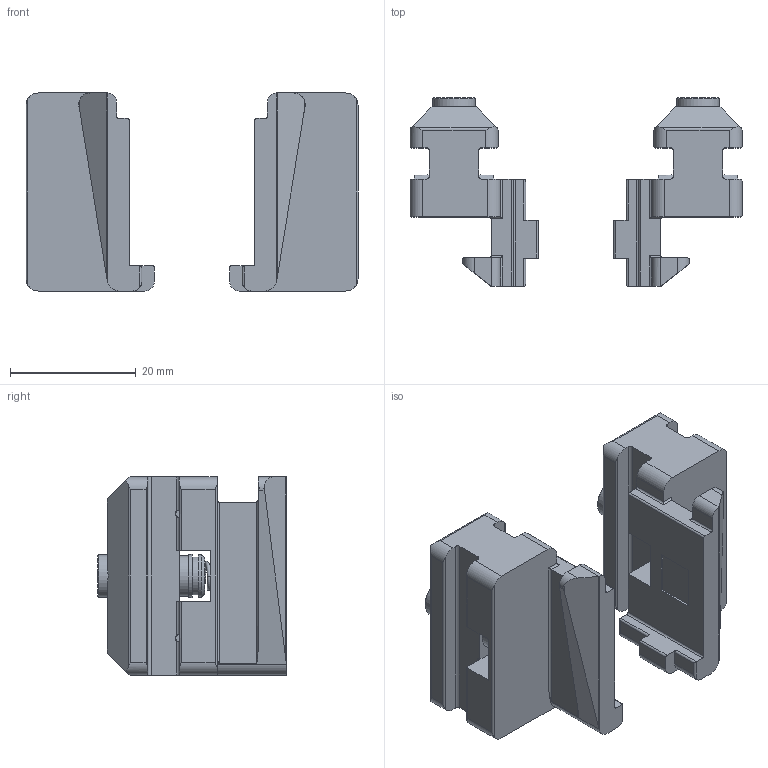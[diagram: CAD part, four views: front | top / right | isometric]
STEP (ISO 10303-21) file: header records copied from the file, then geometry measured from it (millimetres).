
FILE_DESCRIPTION( ( 'STEP AP203' ), '1' );
FILE_NAME( '093084S01.stp', '2021-04-26T16:43:00', ( 'License CC BY-ND 4.0' ), ( 'CADENAS' ), ' ', 'PARTsolutions', ' ' );
FILE_SCHEMA( ( 'CONFIG_CONTROL_DESIGN' ) );
Length unit declared in the file: millimetre
Products named in the file (5): 093084S01; _093084S01_left; _093084S01_spring; _093084S01_button; _093084S01_right
Assembly tree (6 placements, depth 2):
  093084S01
    _093084S01_left
    _093084S01_spring  x2
    _093084S01_button  x2
    _093084S01_right
Bounding box: 52.8 x 30 x 31.5 mm (x, y, z)
Volume: 14096 mm3; surface area: 10833.4 mm2
Topology: 6 solids, 6 shells, 296 faces, 804 edges, 528 vertices
Faces by surface type: plane 144, cylinder 118, bspline 16, torus 12, cone 6
Full cylindrical faces by diameter (mm): 3.4 x2, 4 x4, 4.6 x2, 5 x2, 6 x2, 6.5 x2, 6.85 x6, 7.3 x2
Entity records: 9610 total; most frequent: CARTESIAN_POINT 2705, ORIENTED_EDGE 1456, DIRECTION 1298, EDGE_CURVE 728, VERTEX_POINT 493, AXIS2_PLACEMENT_3D 446, LINE 406, VECTOR 406
